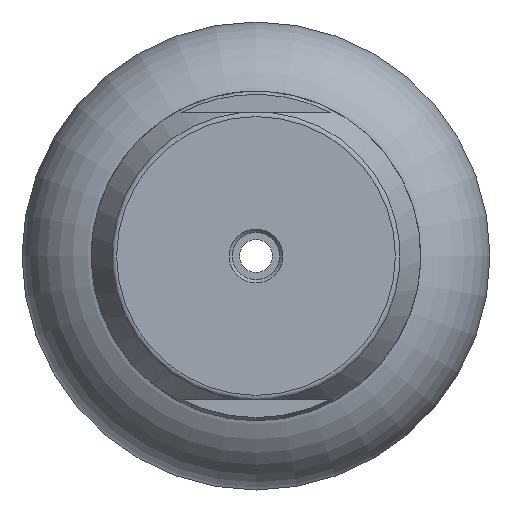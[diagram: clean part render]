
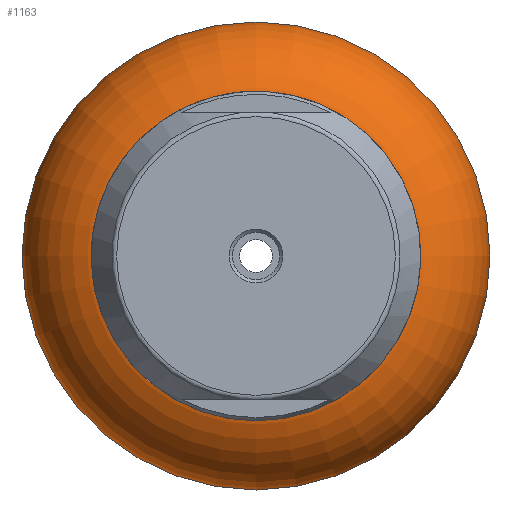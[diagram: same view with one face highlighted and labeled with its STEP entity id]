
A CAD part, front view. The second image highlights one B-rep face of the part: STEP entity #1163.
In plain terms, the highlighted toroidal (fillet/blend) face has major radius 24.5 mm and minor radius 18 mm.
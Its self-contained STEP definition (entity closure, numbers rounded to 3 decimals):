
#174=TOROIDAL_SURFACE('',#1365,24.5,18.);
#431=ORIENTED_EDGE('',*,*,#591,.T.);
#432=ORIENTED_EDGE('',*,*,#593,.F.);
#591=EDGE_CURVE('',#707,#707,#791,.T.);
#593=EDGE_CURVE('',#709,#709,#793,.T.);
#707=VERTEX_POINT('',#2085);
#709=VERTEX_POINT('',#2091);
#791=CIRCLE('',#1360,24.5);
#793=CIRCLE('',#1364,24.5);
#915=EDGE_LOOP('',(#431));
#916=EDGE_LOOP('',(#432));
#1054=FACE_BOUND('',#915,.T.);
#1055=FACE_BOUND('',#916,.T.);
#1163=ADVANCED_FACE('',(#1054,#1055),#174,.T.);
#1360=AXIS2_PLACEMENT_3D('',#2084,#1681,#1682);
#1364=AXIS2_PLACEMENT_3D('',#2090,#1689,#1690);
#1365=AXIS2_PLACEMENT_3D('',#2092,#1691,#1692);
#1681=DIRECTION('',(0.,-1.,0.));
#1682=DIRECTION('',(0.,0.,-1.));
#1689=DIRECTION('',(0.,-1.,0.));
#1690=DIRECTION('',(0.,0.,-1.));
#1691=DIRECTION('',(0.,-1.,0.));
#1692=DIRECTION('',(0.,0.,-1.));
#2084=CARTESIAN_POINT('',(0.,18.,0.));
#2085=CARTESIAN_POINT('',(0.,18.,-24.5));
#2090=CARTESIAN_POINT('',(0.,-18.,0.));
#2091=CARTESIAN_POINT('',(0.,-18.,-24.5));
#2092=CARTESIAN_POINT('',(0.,0.,0.));
